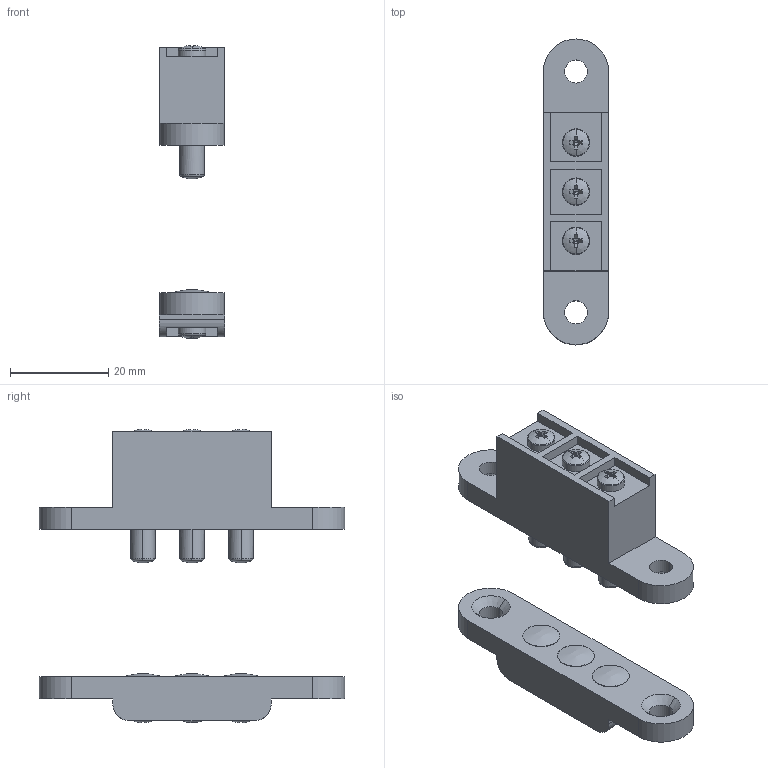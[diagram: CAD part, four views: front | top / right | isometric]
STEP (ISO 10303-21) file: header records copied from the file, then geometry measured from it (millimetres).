
FILE_DESCRIPTION (( 'STEP AP214' ), '1' );
FILE_NAME ('TC3.STEP', '2021-07-30T08:57:07', ( '' ), ( '' ), 'SwSTEP 2.0', 'SolidWorks 2020', '' );
FILE_SCHEMA (( 'AUTOMOTIVE_DESIGN' ));
Length unit declared in the file: millimetre
Products named in the file (4): TC3-2; TC3-1; TC3; ISO 7045 - M3 x 5 - Z - 5S_ISO 7045 - M3 x 5 - Z - 5S
Assembly tree (8 placements, depth 2):
  TC3
    TC3-1
    TC3-2
    ISO 7045 - M3 x 5 - Z - 5S_ISO 7045 - M3 x 5 - Z - 5S  x6
Bounding box: 13.25 x 62.25 x 59.71 mm (x, y, z)
Volume: 14792.5 mm3; surface area: 7961.6 mm2
Topology: 8 solids, 8 shells, 682 faces, 1720 edges, 1050 vertices
Faces by surface type: cone 302, plane 174, cylinder 158, torus 24, bspline 12, sphere 12
Entity records: 9602 total; most frequent: CARTESIAN_POINT 3139, DIRECTION 1155, ORIENTED_EDGE 1052, EDGE_CURVE 526, AXIS2_PLACEMENT_3D 450, VERTEX_POINT 330, VECTOR 255, LINE 255
